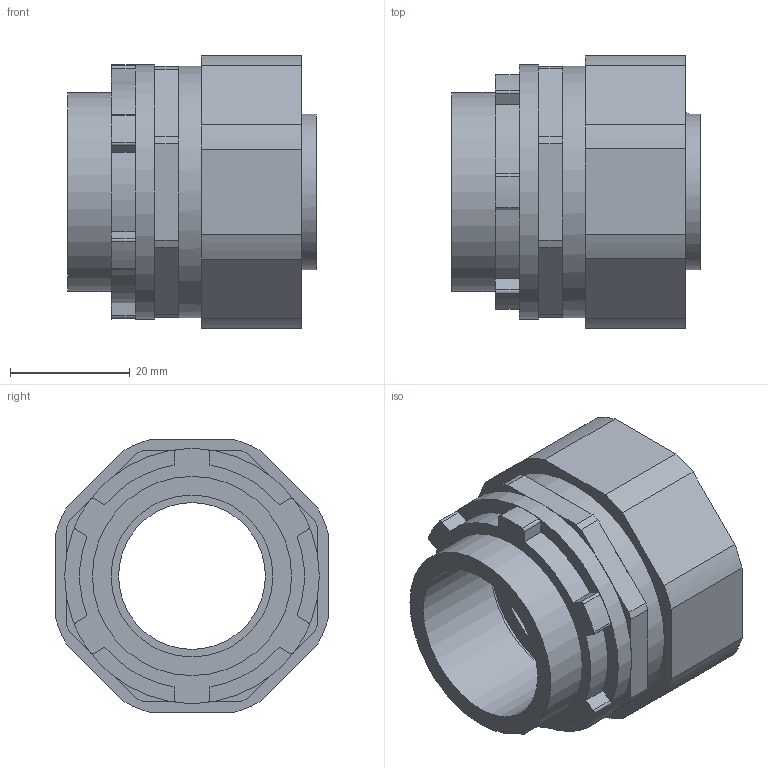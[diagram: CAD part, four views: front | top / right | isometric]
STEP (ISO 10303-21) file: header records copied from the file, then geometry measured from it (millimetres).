
FILE_DESCRIPTION(('STEP AP203'), '1');
FILE_NAME('Ìóôòà ââîäíàÿ äëÿ ìåòàëëîðóêàâà ÂÌÓ-25', '', ('UNSPECIFIED'), ('UNSPECIFIED'), 'ASCON STEP Converter 1.6', 'ASCON Math Kernel', '');
FILE_SCHEMA(('CONFIG_CONTROL_DESIGN'));
Length unit declared in the file: millimetre
Products named in the file (1): -02
Bounding box: 41.5 x 45.5 x 45.5 mm (x, y, z)
Volume: 28999.6 mm3; surface area: 27825.8 mm2
Topology: 6 solids, 6 shells, 129 faces, 335 edges, 223 vertices
Faces by surface type: cylinder 66, plane 59, bspline 3, cone 1
Full cylindrical faces by diameter (mm): 24.5 x1, 26 x3, 27 x1, 30 x1, 31 x1, 33.249 x1, 33.5 x2, 34 x1, 37 x1, 38 x1, 40.376 x1, 42 x1, 42.5 x1
Entity records: 7392 total; most frequent: CARTESIAN_POINT 3074, DIRECTION 688, ORIENTED_EDGE 636, EDGE_CURVE 318, AXIS2_PLACEMENT_3D 259, VERTEX_POINT 222, LINE 170, VECTOR 170
